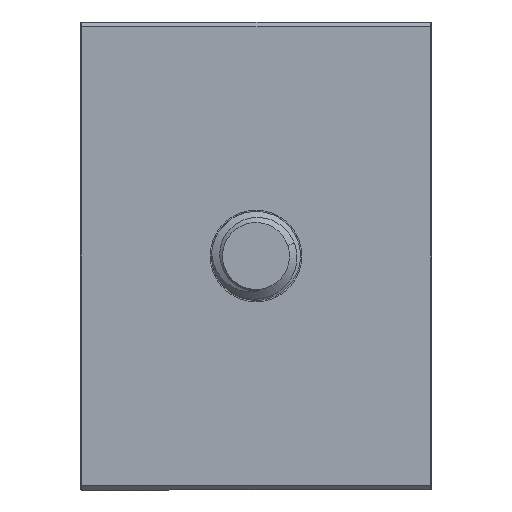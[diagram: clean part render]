
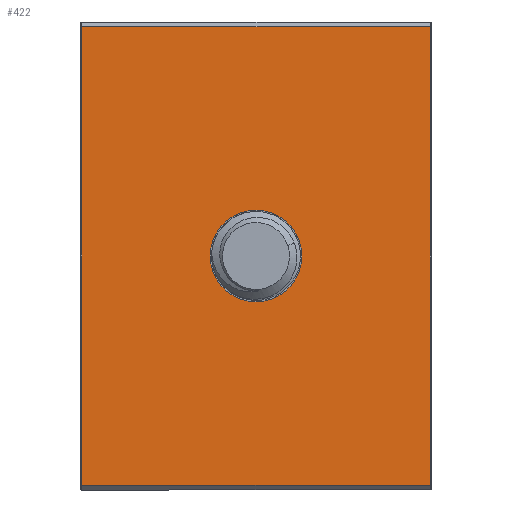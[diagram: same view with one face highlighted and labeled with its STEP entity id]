
A CAD part, front view. The second image highlights one B-rep face of the part: STEP entity #422.
In plain terms, the highlighted planar face has unit normal (0, -1, 0).
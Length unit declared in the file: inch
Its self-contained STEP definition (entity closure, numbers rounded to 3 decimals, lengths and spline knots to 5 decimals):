
#19 = AXIS2_PLACEMENT_3D ( 'NONE', #2130, #6098, #5716 ) ;
#46 = LINE ( 'NONE', #2988, #2885 ) ;
#246 = DIRECTION ( 'NONE',  ( -1., 0., 0. ) ) ;
#256 = AXIS2_PLACEMENT_3D ( 'NONE', #4408, #821, #891 ) ;
#422 = ADVANCED_FACE ( 'NONE', ( #1891, #2338 ), #1371, .F. ) ;
#654 = VERTEX_POINT ( 'NONE', #1238 ) ;
#821 = DIRECTION ( 'NONE',  ( 0., 1., 0. ) ) ;
#891 = DIRECTION ( 'NONE',  ( 0., 0., 1. ) ) ;
#1024 = EDGE_CURVE ( 'NONE', #2051, #654, #1725, .T. ) ;
#1238 = CARTESIAN_POINT ( 'NONE',  ( -0.3725, -0.2405, -0.49 ) ) ;
#1267 = VERTEX_POINT ( 'NONE', #3334 ) ;
#1371 = PLANE ( 'NONE',  #256 ) ;
#1719 = VECTOR ( 'NONE', #246, 39.37008 ) ;
#1725 = LINE ( 'NONE', #3140, #1719 ) ;
#1726 = DIRECTION ( 'NONE',  ( 0., 1., 0. ) ) ;
#1749 = ORIENTED_EDGE ( 'NONE', *, *, #3085, .T. ) ;
#1866 = EDGE_LOOP ( 'NONE', ( #3707, #5941, #1910, #1749 ) ) ;
#1891 = FACE_BOUND ( 'NONE', #2665, .T. ) ;
#1910 = ORIENTED_EDGE ( 'NONE', *, *, #4073, .T. ) ;
#1986 = EDGE_CURVE ( 'NONE', #3514, #4159, #4371, .T. ) ;
#2023 = CARTESIAN_POINT ( 'NONE',  ( 0.3725, -0.2405, 0.49 ) ) ;
#2051 = VERTEX_POINT ( 'NONE', #2312 ) ;
#2130 = CARTESIAN_POINT ( 'NONE',  ( 0., -0.2405, 0. ) ) ;
#2312 = CARTESIAN_POINT ( 'NONE',  ( 0.3725, -0.2405, -0.49 ) ) ;
#2338 = FACE_OUTER_BOUND ( 'NONE', #1866, .T. ) ;
#2516 = DIRECTION ( 'NONE',  ( 0., 0., -1. ) ) ;
#2665 = EDGE_LOOP ( 'NONE', ( #3536, #2708 ) ) ;
#2671 = EDGE_CURVE ( 'NONE', #4159, #3514, #2769, .T. ) ;
#2708 = ORIENTED_EDGE ( 'NONE', *, *, #1986, .T. ) ;
#2769 = CIRCLE ( 'NONE', #19, 0.098 ) ;
#2785 = DIRECTION ( 'NONE',  ( 0., 0., 1. ) ) ;
#2885 = VECTOR ( 'NONE', #4867, 39.37008 ) ;
#2988 = CARTESIAN_POINT ( 'NONE',  ( 0.375, -0.2405, 0.49 ) ) ;
#3085 = EDGE_CURVE ( 'NONE', #1267, #654, #5513, .T. ) ;
#3140 = CARTESIAN_POINT ( 'NONE',  ( 0.375, -0.2405, -0.49 ) ) ;
#3334 = CARTESIAN_POINT ( 'NONE',  ( -0.3725, -0.2405, 0.49 ) ) ;
#3414 = CARTESIAN_POINT ( 'NONE',  ( 0., -0.2405, 0.098 ) ) ;
#3514 = VERTEX_POINT ( 'NONE', #3791 ) ;
#3536 = ORIENTED_EDGE ( 'NONE', *, *, #2671, .T. ) ;
#3707 = ORIENTED_EDGE ( 'NONE', *, *, #1024, .F. ) ;
#3746 = CARTESIAN_POINT ( 'NONE',  ( 0., -0.2405, 0. ) ) ;
#3791 = CARTESIAN_POINT ( 'NONE',  ( 0., -0.2405, -0.098 ) ) ;
#3956 = CARTESIAN_POINT ( 'NONE',  ( 0.3725, -0.2405, 0.49 ) ) ;
#4073 = EDGE_CURVE ( 'NONE', #5936, #1267, #46, .T. ) ;
#4159 = VERTEX_POINT ( 'NONE', #3414 ) ;
#4173 = EDGE_CURVE ( 'NONE', #2051, #5936, #5388, .T. ) ;
#4231 = VECTOR ( 'NONE', #4896, 39.37008 ) ;
#4371 = CIRCLE ( 'NONE', #5075, 0.098 ) ;
#4408 = CARTESIAN_POINT ( 'NONE',  ( 0.375, -0.2405, 0.49 ) ) ;
#4867 = DIRECTION ( 'NONE',  ( -1., 0., 0. ) ) ;
#4896 = DIRECTION ( 'NONE',  ( 0., 0., 1. ) ) ;
#4937 = VECTOR ( 'NONE', #2516, 39.37008 ) ;
#5075 = AXIS2_PLACEMENT_3D ( 'NONE', #3746, #1726, #2785 ) ;
#5388 = LINE ( 'NONE', #3956, #4231 ) ;
#5513 = LINE ( 'NONE', #6026, #4937 ) ;
#5716 = DIRECTION ( 'NONE',  ( 0., 0., 1. ) ) ;
#5936 = VERTEX_POINT ( 'NONE', #2023 ) ;
#5941 = ORIENTED_EDGE ( 'NONE', *, *, #4173, .T. ) ;
#6026 = CARTESIAN_POINT ( 'NONE',  ( -0.3725, -0.2405, 0.49 ) ) ;
#6098 = DIRECTION ( 'NONE',  ( 0., 1., 0. ) ) ;
